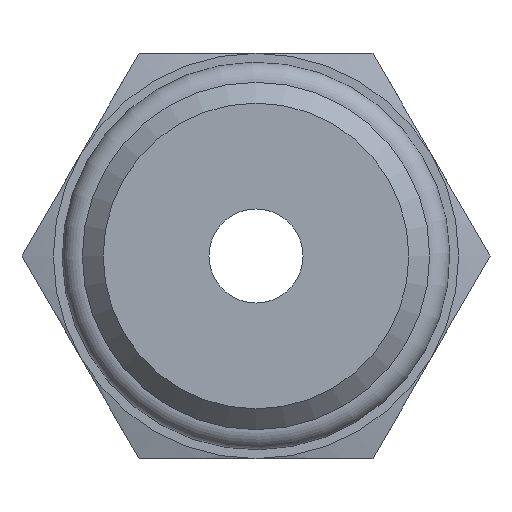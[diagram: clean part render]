
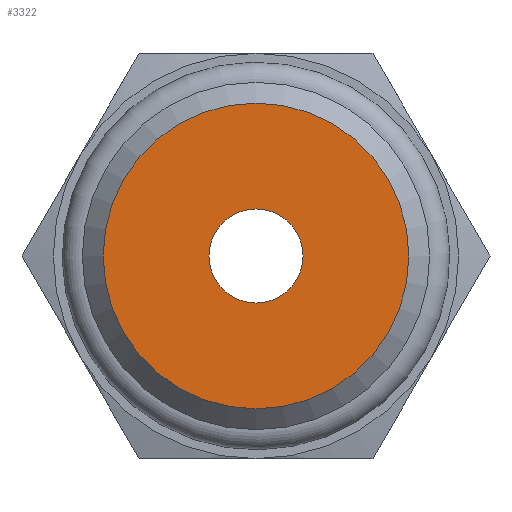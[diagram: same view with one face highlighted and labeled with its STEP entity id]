
A CAD part, left-side view. The second image highlights one B-rep face of the part: STEP entity #3322.
In plain terms, the highlighted planar face has unit normal (-1, 0, 0).
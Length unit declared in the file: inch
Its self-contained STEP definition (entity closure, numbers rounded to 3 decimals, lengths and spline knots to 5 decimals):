
#3191=CARTESIAN_POINT('',(-1.245,-0.1015,0.));
#3192=VERTEX_POINT('',#3191);
#3193=CARTESIAN_POINT('',(-1.245,0.,0.));
#3194=DIRECTION('',(1.0,0.0,0.0));
#3195=DIRECTION('',(0.0,-1.0,0.0));
#3196=AXIS2_PLACEMENT_3D('',#3193,#3194,#3195);
#3197=CIRCLE('',#3196,0.1015);
#3198=EDGE_CURVE('',#3192,#3192,#3197,.T.);
#3296=CARTESIAN_POINT('',(-1.245,0.,0.33));
#3297=VERTEX_POINT('',#3296);
#3298=CARTESIAN_POINT('',(-1.245,0.,0.));
#3299=DIRECTION('',(1.0,0.0,0.0));
#3300=DIRECTION('',(0.0,0.0,-1.0));
#3301=AXIS2_PLACEMENT_3D('',#3298,#3299,#3300);
#3302=CIRCLE('',#3301,0.33);
#3303=EDGE_CURVE('',#3297,#3297,#3302,.T.);
#3311=CARTESIAN_POINT('',(-1.245,0.,0.));
#3312=DIRECTION('',(1.0,0.0,0.0));
#3313=DIRECTION('',(0.0,0.0,-1.0));
#3314=AXIS2_PLACEMENT_3D('',#3311,#3312,#3313);
#3315=PLANE('',#3314);
#3316=ORIENTED_EDGE('',*,*,#3303,.F.);
#3317=EDGE_LOOP('',(#3316));
#3318=FACE_OUTER_BOUND('',#3317,.T.);
#3319=ORIENTED_EDGE('',*,*,#3198,.T.);
#3320=EDGE_LOOP('',(#3319));
#3321=FACE_BOUND('',#3320,.T.);
#3322=ADVANCED_FACE('',(#3318,#3321),#3315,.F.);
